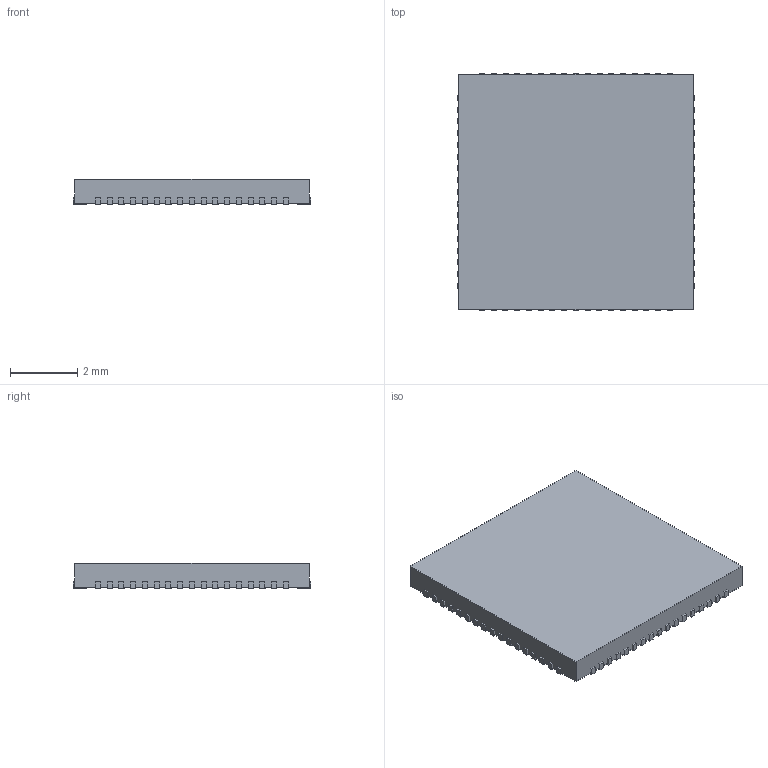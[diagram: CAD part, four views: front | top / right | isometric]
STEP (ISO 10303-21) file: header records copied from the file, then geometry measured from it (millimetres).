
FILE_DESCRIPTION(('FreeCAD Model'),'2;1');
FILE_NAME('QFN-68-1EP_7x7mm_P0.35mm_EP5.39x5.39mm.step','2020-11-20T02:43:11',( 'Author'),(''),'Open CASCADE STEP processor 7.3','FreeCAD','Unknown' );
FILE_SCHEMA(('AUTOMOTIVE_DESIGN { 1 0 10303 214 1 1 1 1 }'));
Length unit declared in the file: millimetre
Products named in the file (3): Part; Body; Leads
Assembly tree (2 placements, depth 2):
  Part
    Body
    Leads
Bounding box: 7.08 x 7.08 x 0.75 mm (x, y, z)
Surface area: 222.5 mm2
Topology: 2 solids, 2 shells, 556 faces, 1520 edges, 968 vertices
Faces by surface type: plane 556
Entity records: 17102 total; most frequent: CARTESIAN_POINT 3047, ORIENTED_EDGE 3040, DIRECTION 2638, EDGE_CURVE 1520, LINE 1520, VECTOR 1520, VERTEX_POINT 968, AXIS2_PLACEMENT_3D 559
